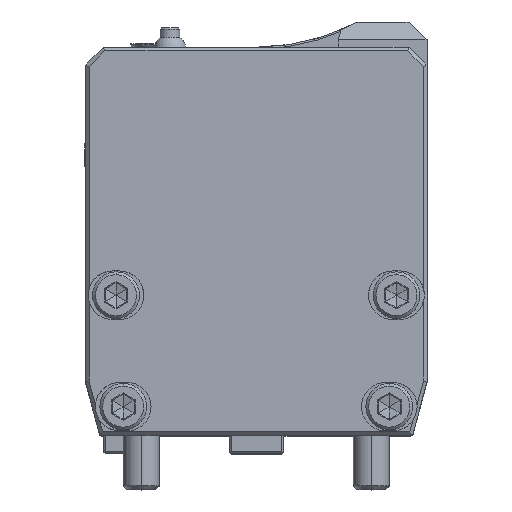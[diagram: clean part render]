
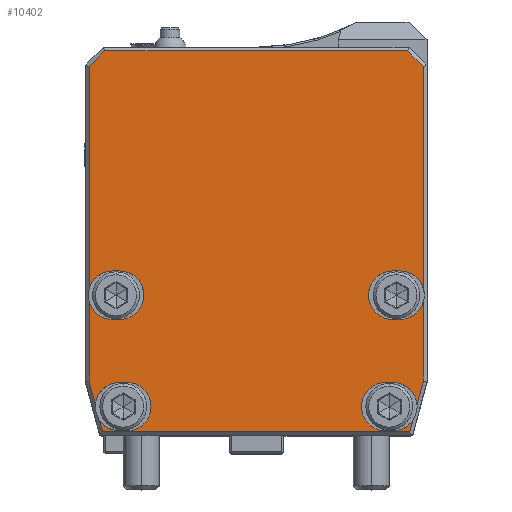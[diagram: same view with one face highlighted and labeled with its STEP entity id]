
A CAD part, top view. The second image highlights one B-rep face of the part: STEP entity #10402.
In plain terms, the highlighted planar face has unit normal (0, 0, 1).
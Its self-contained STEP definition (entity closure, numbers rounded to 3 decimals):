
#2849=CARTESIAN_POINT('',(-40.,39.,15.));
#2850=DIRECTION('',(0.,0.,1.));
#2851=DIRECTION('',(0.,1.,0.));
#2852=AXIS2_PLACEMENT_3D('',#2849,#2850,#2851);
#2854=DIRECTION('',(0.,-1.,0.));
#2855=VECTOR('',#2854,61.766);
#2856=CARTESIAN_POINT('',(-46.5,102.586,15.));
#2857=LINE('',#2856,#2855);
#2858=DIRECTION('',(-0.707,-0.707,0.));
#2859=VECTOR('',#2858,6.243);
#2860=CARTESIAN_POINT('',(-42.086,107.,15.));
#2861=LINE('',#2860,#2859);
#2862=DIRECTION('',(-1.,0.,0.));
#2863=VECTOR('',#2862,84.172);
#2864=CARTESIAN_POINT('',(42.086,107.,15.));
#2865=LINE('',#2864,#2863);
#2866=DIRECTION('',(-0.707,0.707,0.));
#2867=VECTOR('',#2866,6.243);
#2868=CARTESIAN_POINT('',(46.5,102.586,15.));
#2869=LINE('',#2868,#2867);
#2870=DIRECTION('',(0.,1.,0.));
#2871=VECTOR('',#2870,61.766);
#2872=CARTESIAN_POINT('',(46.5,40.82,15.));
#2873=LINE('',#2872,#2871);
#2874=CARTESIAN_POINT('',(40.,39.,15.));
#2875=DIRECTION('',(0.,0.,1.));
#2876=DIRECTION('',(0.963,0.27,0.));
#2877=AXIS2_PLACEMENT_3D('',#2874,#2875,#2876);
#2879=DIRECTION('',(-1.,0.,0.));
#2880=VECTOR('',#2879,2.);
#2881=CARTESIAN_POINT('',(40.,45.75,15.));
#2882=LINE('',#2881,#2880);
#2883=CARTESIAN_POINT('',(38.,39.,15.));
#2884=DIRECTION('',(0.,0.,1.));
#2885=DIRECTION('',(0.,1.,0.));
#2886=AXIS2_PLACEMENT_3D('',#2883,#2884,#2885);
#2888=DIRECTION('',(1.,0.,0.));
#2889=VECTOR('',#2888,2.);
#2890=CARTESIAN_POINT('',(38.,32.25,15.));
#2891=LINE('',#2890,#2889);
#2892=CARTESIAN_POINT('',(40.,39.,15.));
#2893=DIRECTION('',(0.,0.,1.));
#2894=DIRECTION('',(0.,-1.,0.));
#2895=AXIS2_PLACEMENT_3D('',#2892,#2893,#2894);
#2897=DIRECTION('',(0.,1.,0.));
#2898=VECTOR('',#2897,22.048);
#2899=CARTESIAN_POINT('',(46.5,15.132,15.));
#2900=LINE('',#2899,#2898);
#2901=DIRECTION('',(0.259,0.966,0.));
#2902=VECTOR('',#2901,6.84);
#2903=CARTESIAN_POINT('',(44.73,8.524,15.));
#2904=LINE('',#2903,#2902);
#2905=CARTESIAN_POINT('',(38.,8.,15.));
#2906=DIRECTION('',(0.,0.,1.));
#2907=DIRECTION('',(0.997,0.078,0.));
#2908=AXIS2_PLACEMENT_3D('',#2905,#2906,#2907);
#2910=DIRECTION('',(-1.,0.,0.));
#2911=VECTOR('',#2910,2.);
#2912=CARTESIAN_POINT('',(38.,14.75,15.));
#2913=LINE('',#2912,#2911);
#2914=CARTESIAN_POINT('',(36.,8.,15.));
#2915=DIRECTION('',(0.,0.,1.));
#2916=DIRECTION('',(0.,1.,0.));
#2917=AXIS2_PLACEMENT_3D('',#2914,#2915,#2916);
#2919=DIRECTION('',(1.,0.,0.));
#2920=VECTOR('',#2919,2.);
#2921=CARTESIAN_POINT('',(36.,1.25,15.));
#2922=LINE('',#2921,#2920);
#2923=CARTESIAN_POINT('',(38.,8.,15.));
#2924=DIRECTION('',(0.,0.,1.));
#2925=DIRECTION('',(0.,-1.,0.));
#2926=AXIS2_PLACEMENT_3D('',#2923,#2924,#2925);
#2928=DIRECTION('',(0.259,0.966,0.));
#2929=VECTOR('',#2928,3.293);
#2930=CARTESIAN_POINT('',(42.713,1.,15.));
#2931=LINE('',#2930,#2929);
#2932=DIRECTION('',(1.,0.,0.));
#2933=VECTOR('',#2932,85.427);
#2934=CARTESIAN_POINT('',(-42.713,1.,15.));
#2935=LINE('',#2934,#2933);
#2936=DIRECTION('',(0.259,-0.966,0.));
#2937=VECTOR('',#2936,3.293);
#2938=CARTESIAN_POINT('',(-43.566,4.181,15.));
#2939=LINE('',#2938,#2937);
#2940=CARTESIAN_POINT('',(-38.,8.,15.));
#2941=DIRECTION('',(0.,0.,1.));
#2942=DIRECTION('',(-0.825,-0.566,0.));
#2943=AXIS2_PLACEMENT_3D('',#2940,#2941,#2942);
#2945=DIRECTION('',(1.,0.,0.));
#2946=VECTOR('',#2945,2.);
#2947=CARTESIAN_POINT('',(-38.,1.25,15.));
#2948=LINE('',#2947,#2946);
#2949=CARTESIAN_POINT('',(-36.,8.,15.));
#2950=DIRECTION('',(0.,0.,1.));
#2951=DIRECTION('',(0.,-1.,0.));
#2952=AXIS2_PLACEMENT_3D('',#2949,#2950,#2951);
#2954=DIRECTION('',(-1.,0.,0.));
#2955=VECTOR('',#2954,2.);
#2956=CARTESIAN_POINT('',(-36.,14.75,15.));
#2957=LINE('',#2956,#2955);
#2958=CARTESIAN_POINT('',(-38.,8.,15.));
#2959=DIRECTION('',(0.,0.,1.));
#2960=DIRECTION('',(0.,1.,0.));
#2961=AXIS2_PLACEMENT_3D('',#2958,#2959,#2960);
#2963=DIRECTION('',(0.259,-0.966,0.));
#2964=VECTOR('',#2963,6.84);
#2965=CARTESIAN_POINT('',(-46.5,15.132,15.));
#2966=LINE('',#2965,#2964);
#2967=DIRECTION('',(0.,-1.,0.));
#2968=VECTOR('',#2967,22.048);
#2969=CARTESIAN_POINT('',(-46.5,37.18,15.));
#2970=LINE('',#2969,#2968);
#2971=CARTESIAN_POINT('',(-40.,39.,15.));
#2972=DIRECTION('',(0.,0.,1.));
#2973=DIRECTION('',(-0.963,-0.27,0.));
#2974=AXIS2_PLACEMENT_3D('',#2971,#2972,#2973);
#2976=DIRECTION('',(1.,0.,0.));
#2977=VECTOR('',#2976,2.);
#2978=CARTESIAN_POINT('',(-40.,32.25,15.));
#2979=LINE('',#2978,#2977);
#2980=CARTESIAN_POINT('',(-38.,39.,15.));
#2981=DIRECTION('',(0.,0.,1.));
#2982=DIRECTION('',(0.,-1.,0.));
#2983=AXIS2_PLACEMENT_3D('',#2980,#2981,#2982);
#2985=DIRECTION('',(-1.,0.,0.));
#2986=VECTOR('',#2985,2.);
#2987=CARTESIAN_POINT('',(-38.,45.75,15.));
#2988=LINE('',#2987,#2986);
#6358=CARTESIAN_POINT('',(-40.,45.75,15.));
#6359=CARTESIAN_POINT('',(-46.5,40.82,15.));
#6360=VERTEX_POINT('',#6358);
#6361=VERTEX_POINT('',#6359);
#6362=CARTESIAN_POINT('',(-40.,32.25,15.));
#6363=CARTESIAN_POINT('',(-38.,32.25,15.));
#6364=VERTEX_POINT('',#6362);
#6365=VERTEX_POINT('',#6363);
#6366=CARTESIAN_POINT('',(-38.,45.75,15.));
#6367=VERTEX_POINT('',#6366);
#6368=CARTESIAN_POINT('',(-38.,14.75,15.));
#6369=CARTESIAN_POINT('',(-44.73,8.524,15.));
#6370=VERTEX_POINT('',#6368);
#6371=VERTEX_POINT('',#6369);
#6372=CARTESIAN_POINT('',(-38.,1.25,15.));
#6373=CARTESIAN_POINT('',(-36.,1.25,15.));
#6374=VERTEX_POINT('',#6372);
#6375=VERTEX_POINT('',#6373);
#6376=CARTESIAN_POINT('',(-36.,14.75,15.));
#6377=VERTEX_POINT('',#6376);
#6378=CARTESIAN_POINT('',(40.,45.75,15.));
#6379=CARTESIAN_POINT('',(38.,45.75,15.));
#6380=VERTEX_POINT('',#6378);
#6381=VERTEX_POINT('',#6379);
#6382=CARTESIAN_POINT('',(38.,32.25,15.));
#6383=VERTEX_POINT('',#6382);
#6384=CARTESIAN_POINT('',(40.,32.25,15.));
#6385=VERTEX_POINT('',#6384);
#6386=CARTESIAN_POINT('',(46.5,37.18,15.));
#6387=VERTEX_POINT('',#6386);
#6388=CARTESIAN_POINT('',(38.,14.75,15.));
#6389=CARTESIAN_POINT('',(36.,14.75,15.));
#6390=VERTEX_POINT('',#6388);
#6391=VERTEX_POINT('',#6389);
#6392=CARTESIAN_POINT('',(36.,1.25,15.));
#6393=VERTEX_POINT('',#6392);
#6394=CARTESIAN_POINT('',(38.,1.25,15.));
#6395=VERTEX_POINT('',#6394);
#6396=CARTESIAN_POINT('',(43.566,4.181,15.));
#6397=VERTEX_POINT('',#6396);
#6402=CARTESIAN_POINT('',(-42.713,1.,15.));
#6403=CARTESIAN_POINT('',(42.713,1.,15.));
#6404=VERTEX_POINT('',#6402);
#6405=VERTEX_POINT('',#6403);
#6414=CARTESIAN_POINT('',(42.086,107.,15.));
#6415=CARTESIAN_POINT('',(-42.086,107.,15.));
#6416=VERTEX_POINT('',#6414);
#6417=VERTEX_POINT('',#6415);
#6422=CARTESIAN_POINT('',(46.5,102.586,15.));
#6423=VERTEX_POINT('',#6422);
#6424=CARTESIAN_POINT('',(46.5,15.132,15.));
#6425=VERTEX_POINT('',#6424);
#6426=CARTESIAN_POINT('',(-46.5,37.18,15.));
#6427=VERTEX_POINT('',#6426);
#6428=CARTESIAN_POINT('',(-43.566,4.181,15.));
#6429=VERTEX_POINT('',#6428);
#6430=CARTESIAN_POINT('',(46.5,40.82,15.));
#6431=VERTEX_POINT('',#6430);
#6432=CARTESIAN_POINT('',(44.73,8.524,15.));
#6433=VERTEX_POINT('',#6432);
#6434=CARTESIAN_POINT('',(-46.5,102.586,15.));
#6435=VERTEX_POINT('',#6434);
#6436=CARTESIAN_POINT('',(-46.5,15.132,15.));
#6437=VERTEX_POINT('',#6436);
#10333=CARTESIAN_POINT('',(0.,0.,15.));
#10334=DIRECTION('',(0.,0.,1.));
#10335=DIRECTION('',(1.,0.,0.));
#10336=AXIS2_PLACEMENT_3D('',#10333,#10334,#10335);
#10337=PLANE('',#10336);
#10339=ORIENTED_EDGE('',*,*,#10338,.T.);
#10341=ORIENTED_EDGE('',*,*,#10340,.F.);
#10343=ORIENTED_EDGE('',*,*,#10342,.F.);
#10344=ORIENTED_EDGE('',*,*,#10326,.F.);
#10345=ORIENTED_EDGE('',*,*,#10314,.F.);
#10347=ORIENTED_EDGE('',*,*,#10346,.F.);
#10349=ORIENTED_EDGE('',*,*,#10348,.T.);
#10351=ORIENTED_EDGE('',*,*,#10350,.T.);
#10353=ORIENTED_EDGE('',*,*,#10352,.T.);
#10355=ORIENTED_EDGE('',*,*,#10354,.T.);
#10357=ORIENTED_EDGE('',*,*,#10356,.T.);
#10359=ORIENTED_EDGE('',*,*,#10358,.F.);
#10361=ORIENTED_EDGE('',*,*,#10360,.F.);
#10363=ORIENTED_EDGE('',*,*,#10362,.T.);
#10365=ORIENTED_EDGE('',*,*,#10364,.T.);
#10367=ORIENTED_EDGE('',*,*,#10366,.T.);
#10369=ORIENTED_EDGE('',*,*,#10368,.T.);
#10371=ORIENTED_EDGE('',*,*,#10370,.T.);
#10373=ORIENTED_EDGE('',*,*,#10372,.F.);
#10375=ORIENTED_EDGE('',*,*,#10374,.F.);
#10377=ORIENTED_EDGE('',*,*,#10376,.F.);
#10379=ORIENTED_EDGE('',*,*,#10378,.T.);
#10381=ORIENTED_EDGE('',*,*,#10380,.T.);
#10383=ORIENTED_EDGE('',*,*,#10382,.T.);
#10385=ORIENTED_EDGE('',*,*,#10384,.T.);
#10387=ORIENTED_EDGE('',*,*,#10386,.T.);
#10389=ORIENTED_EDGE('',*,*,#10388,.F.);
#10391=ORIENTED_EDGE('',*,*,#10390,.F.);
#10393=ORIENTED_EDGE('',*,*,#10392,.T.);
#10395=ORIENTED_EDGE('',*,*,#10394,.T.);
#10397=ORIENTED_EDGE('',*,*,#10396,.T.);
#10399=ORIENTED_EDGE('',*,*,#10398,.T.);
#10400=EDGE_LOOP('',(#10339,#10341,#10343,#10344,#10345,#10347,#10349,#10351,
#10353,#10355,#10357,#10359,#10361,#10363,#10365,#10367,#10369,#10371,#10373,
#10375,#10377,#10379,#10381,#10383,#10385,#10387,#10389,#10391,#10393,#10395,
#10397,#10399));
#10401=FACE_OUTER_BOUND('',#10400,.F.);
#2853=CIRCLE('',#2852,6.75);
#2878=CIRCLE('',#2877,6.75);
#2887=CIRCLE('',#2886,6.75);
#2896=CIRCLE('',#2895,6.75);
#2909=CIRCLE('',#2908,6.75);
#2918=CIRCLE('',#2917,6.75);
#2927=CIRCLE('',#2926,6.75);
#2944=CIRCLE('',#2943,6.75);
#2953=CIRCLE('',#2952,6.75);
#2962=CIRCLE('',#2961,6.75);
#2975=CIRCLE('',#2974,6.75);
#2984=CIRCLE('',#2983,6.75);
#10314=EDGE_CURVE('',#6423,#6416,#2869,.T.);
#10326=EDGE_CURVE('',#6416,#6417,#2865,.T.);
#10338=EDGE_CURVE('',#6360,#6361,#2853,.T.);
#10340=EDGE_CURVE('',#6435,#6361,#2857,.T.);
#10342=EDGE_CURVE('',#6417,#6435,#2861,.T.);
#10346=EDGE_CURVE('',#6431,#6423,#2873,.T.);
#10348=EDGE_CURVE('',#6431,#6380,#2878,.T.);
#10350=EDGE_CURVE('',#6380,#6381,#2882,.T.);
#10352=EDGE_CURVE('',#6381,#6383,#2887,.T.);
#10354=EDGE_CURVE('',#6383,#6385,#2891,.T.);
#10356=EDGE_CURVE('',#6385,#6387,#2896,.T.);
#10358=EDGE_CURVE('',#6425,#6387,#2900,.T.);
#10360=EDGE_CURVE('',#6433,#6425,#2904,.T.);
#10362=EDGE_CURVE('',#6433,#6390,#2909,.T.);
#10364=EDGE_CURVE('',#6390,#6391,#2913,.T.);
#10366=EDGE_CURVE('',#6391,#6393,#2918,.T.);
#10368=EDGE_CURVE('',#6393,#6395,#2922,.T.);
#10370=EDGE_CURVE('',#6395,#6397,#2927,.T.);
#10372=EDGE_CURVE('',#6405,#6397,#2931,.T.);
#10374=EDGE_CURVE('',#6404,#6405,#2935,.T.);
#10376=EDGE_CURVE('',#6429,#6404,#2939,.T.);
#10378=EDGE_CURVE('',#6429,#6374,#2944,.T.);
#10380=EDGE_CURVE('',#6374,#6375,#2948,.T.);
#10382=EDGE_CURVE('',#6375,#6377,#2953,.T.);
#10384=EDGE_CURVE('',#6377,#6370,#2957,.T.);
#10386=EDGE_CURVE('',#6370,#6371,#2962,.T.);
#10388=EDGE_CURVE('',#6437,#6371,#2966,.T.);
#10390=EDGE_CURVE('',#6427,#6437,#2970,.T.);
#10392=EDGE_CURVE('',#6427,#6364,#2975,.T.);
#10394=EDGE_CURVE('',#6364,#6365,#2979,.T.);
#10396=EDGE_CURVE('',#6365,#6367,#2984,.T.);
#10398=EDGE_CURVE('',#6367,#6360,#2988,.T.);
#10402=ADVANCED_FACE('',(#10401),#10337,.T.);
